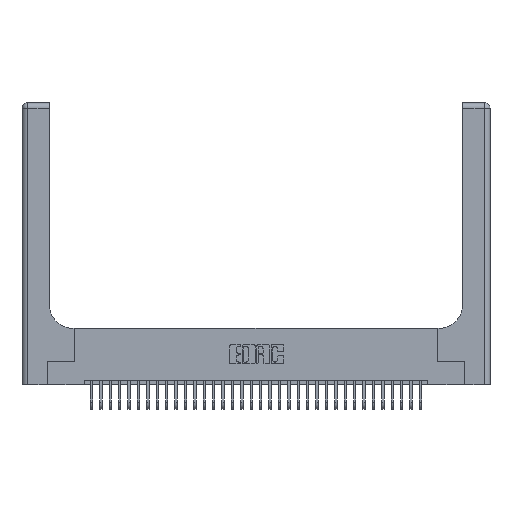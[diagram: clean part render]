
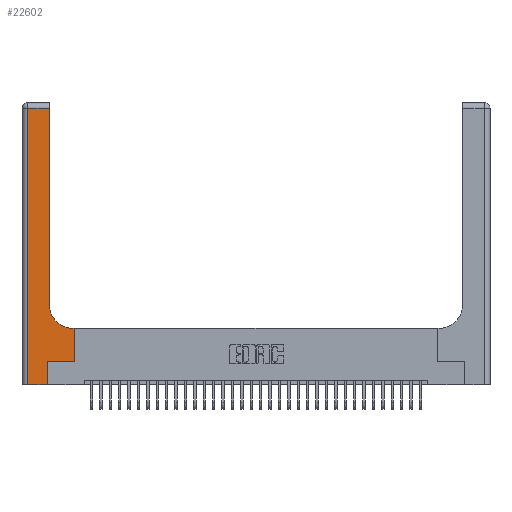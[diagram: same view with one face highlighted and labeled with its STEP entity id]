
A CAD part, top view. The second image highlights one B-rep face of the part: STEP entity #22602.
In plain terms, the highlighted planar face has unit normal (0, 0, 1).
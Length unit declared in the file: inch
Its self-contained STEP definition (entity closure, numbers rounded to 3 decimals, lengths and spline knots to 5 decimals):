
#26 = DIRECTION ( 'NONE',  ( -1., 0., 0. ) ) ;
#620 = VERTEX_POINT ( 'NONE', #1311 ) ;
#1311 = CARTESIAN_POINT ( 'NONE',  ( 0.5585, 0.25, 0.37 ) ) ;
#1645 = CARTESIAN_POINT ( 'NONE',  ( 0., 2.94, 0.37 ) ) ;
#1764 = LINE ( 'NONE', #26064, #27433 ) ;
#2414 = EDGE_CURVE ( 'NONE', #11413, #21116, #3656, .T. ) ;
#2497 = ORIENTED_EDGE ( 'NONE', *, *, #3214, .T. ) ;
#2562 = CARTESIAN_POINT ( 'NONE',  ( 0.06, 0., 0.37 ) ) ;
#2773 = ORIENTED_EDGE ( 'NONE', *, *, #3460, .T. ) ;
#2848 = VECTOR ( 'NONE', #9478, 39.37008 ) ;
#2964 = EDGE_CURVE ( 'NONE', #28606, #620, #14121, .T. ) ;
#3214 = EDGE_CURVE ( 'NONE', #9028, #11413, #27231, .T. ) ;
#3460 = EDGE_CURVE ( 'NONE', #23693, #26932, #12491, .T. ) ;
#3656 = LINE ( 'NONE', #1645, #2848 ) ;
#3886 = DIRECTION ( 'NONE',  ( 0., 1., 0. ) ) ;
#4222 = ORIENTED_EDGE ( 'NONE', *, *, #21886, .T. ) ;
#4242 = LINE ( 'NONE', #21839, #17132 ) ;
#4251 = CARTESIAN_POINT ( 'NONE',  ( 0.2915, 3., 0.37 ) ) ;
#5087 = DIRECTION ( 'NONE',  ( 0., 0., -1. ) ) ;
#5368 = CARTESIAN_POINT ( 'NONE',  ( 0., 3., 0.37 ) ) ;
#5901 = ORIENTED_EDGE ( 'NONE', *, *, #2964, .T. ) ;
#6940 = EDGE_CURVE ( 'NONE', #21116, #21912, #20359, .T. ) ;
#7320 = ORIENTED_EDGE ( 'NONE', *, *, #6940, .T. ) ;
#7655 = CARTESIAN_POINT ( 'NONE',  ( 0., 0., 0.37 ) ) ;
#7717 = VERTEX_POINT ( 'NONE', #23807 ) ;
#8068 = PLANE ( 'NONE',  #20014 ) ;
#8149 = ORIENTED_EDGE ( 'NONE', *, *, #2414, .T. ) ;
#9028 = VERTEX_POINT ( 'NONE', #22116 ) ;
#9289 = CARTESIAN_POINT ( 'NONE',  ( 0.06, 2.94, 0.37 ) ) ;
#9478 = DIRECTION ( 'NONE',  ( -1., 0., 0. ) ) ;
#9514 = CARTESIAN_POINT ( 'NONE',  ( 0.5585, 0.6, 0.37 ) ) ;
#10688 = DIRECTION ( 'NONE',  ( 0., 0., -1. ) ) ;
#11413 = VERTEX_POINT ( 'NONE', #24366 ) ;
#12491 = LINE ( 'NONE', #30814, #25253 ) ;
#13202 = DIRECTION ( 'NONE',  ( 1., 0., 0. ) ) ;
#13716 = VECTOR ( 'NONE', #19636, 39.37008 ) ;
#14121 = LINE ( 'NONE', #30953, #21677 ) ;
#14903 = ORIENTED_EDGE ( 'NONE', *, *, #23510, .T. ) ;
#15953 = CARTESIAN_POINT ( 'NONE',  ( 0.269, 0.25, 0.37 ) ) ;
#16812 = VECTOR ( 'NONE', #23004, 39.37008 ) ;
#17132 = VECTOR ( 'NONE', #3886, 39.37008 ) ;
#17885 = ORIENTED_EDGE ( 'NONE', *, *, #17979, .T. ) ;
#17923 = DIRECTION ( 'NONE',  ( 0., -1., 0. ) ) ;
#17979 = EDGE_CURVE ( 'NONE', #26932, #9028, #26981, .T. ) ;
#19636 = DIRECTION ( 'NONE',  ( 0., 1., 0. ) ) ;
#20014 = AXIS2_PLACEMENT_3D ( 'NONE', #5368, #10688, #28484 ) ;
#20359 = LINE ( 'NONE', #25502, #33043 ) ;
#20438 = CARTESIAN_POINT ( 'NONE',  ( 0.5415, 0.85, 0.37 ) ) ;
#21116 = VERTEX_POINT ( 'NONE', #9289 ) ;
#21677 = VECTOR ( 'NONE', #13202, 39.37008 ) ;
#21839 = CARTESIAN_POINT ( 'NONE',  ( 0.269, 0., 0.37 ) ) ;
#21886 = EDGE_CURVE ( 'NONE', #21912, #7717, #31093, .T. ) ;
#21912 = VERTEX_POINT ( 'NONE', #2562 ) ;
#22116 = CARTESIAN_POINT ( 'NONE',  ( 0.2915, 0.85, 0.37 ) ) ;
#22550 = EDGE_LOOP ( 'NONE', ( #2497, #8149, #7320, #4222, #25275, #5901, #14903, #2773, #17885 ) ) ;
#22602 = ADVANCED_FACE ( 'NONE', ( #29864 ), #8068, .F. ) ;
#23004 = DIRECTION ( 'NONE',  ( 1., 0., 0. ) ) ;
#23017 = DIRECTION ( 'NONE',  ( 1., 0., 0. ) ) ;
#23028 = EDGE_CURVE ( 'NONE', #7717, #28606, #4242, .T. ) ;
#23510 = EDGE_CURVE ( 'NONE', #620, #23693, #1764, .T. ) ;
#23693 = VERTEX_POINT ( 'NONE', #9514 ) ;
#23807 = CARTESIAN_POINT ( 'NONE',  ( 0.269, 0., 0.37 ) ) ;
#24366 = CARTESIAN_POINT ( 'NONE',  ( 0.2915, 2.94, 0.37 ) ) ;
#25253 = VECTOR ( 'NONE', #26, 39.37008 ) ;
#25275 = ORIENTED_EDGE ( 'NONE', *, *, #23028, .T. ) ;
#25502 = CARTESIAN_POINT ( 'NONE',  ( 0.06, 3., 0.37 ) ) ;
#26064 = CARTESIAN_POINT ( 'NONE',  ( 0.5585, 0.25, 0.37 ) ) ;
#26589 = DIRECTION ( 'NONE',  ( 0., 1., 0. ) ) ;
#26932 = VERTEX_POINT ( 'NONE', #31774 ) ;
#26981 = CIRCLE ( 'NONE', #28467, 0.25 ) ;
#27231 = LINE ( 'NONE', #4251, #13716 ) ;
#27433 = VECTOR ( 'NONE', #26589, 39.37008 ) ;
#28467 = AXIS2_PLACEMENT_3D ( 'NONE', #20438, #5087, #23017 ) ;
#28484 = DIRECTION ( 'NONE',  ( -1., 0., 0. ) ) ;
#28606 = VERTEX_POINT ( 'NONE', #15953 ) ;
#29864 = FACE_OUTER_BOUND ( 'NONE', #22550, .T. ) ;
#30814 = CARTESIAN_POINT ( 'NONE',  ( 0.2915, 0.6, 0.37 ) ) ;
#30953 = CARTESIAN_POINT ( 'NONE',  ( 0.269, 0.25, 0.37 ) ) ;
#31093 = LINE ( 'NONE', #7655, #16812 ) ;
#31774 = CARTESIAN_POINT ( 'NONE',  ( 0.5415, 0.6, 0.37 ) ) ;
#33043 = VECTOR ( 'NONE', #17923, 39.37008 ) ;
